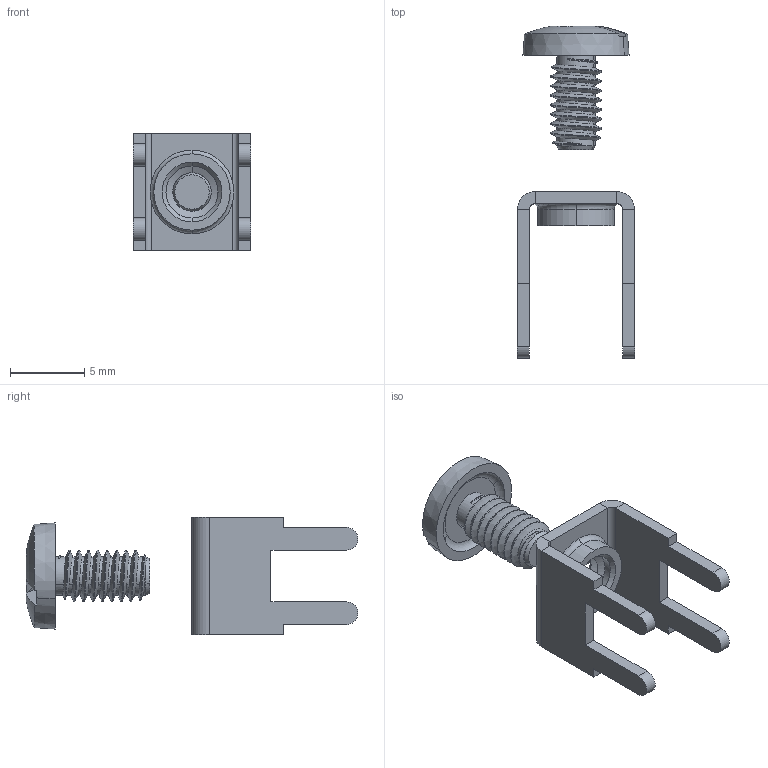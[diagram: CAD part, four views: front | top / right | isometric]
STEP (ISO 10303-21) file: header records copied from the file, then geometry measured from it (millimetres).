
FILE_DESCRIPTION (( 'STEP AP203' ), '1' );
FILE_NAME ('7771.STEP', '2011-06-14T17:27:13', ( '' ), ( '' ), 'SwSTEP 2.0', 'SolidWorks 2009', '' );
FILE_SCHEMA (( 'CONFIG_CONTROL_DESIGN' ));
Length unit declared in the file: millimetre
Products named in the file (3): 7770; 9191-2; 7771
Assembly tree (2 placements, depth 2):
  7771
    7770
    9191-2
Bounding box: 7.87 x 22.3 x 7.87 mm (x, y, z)
Volume: 233.6 mm3; surface area: 677.2 mm2
Topology: 2 solids, 2 shells, 119 faces, 307 edges, 193 vertices
Faces by surface type: plane 54, cylinder 38, cone 14, bspline 7, torus 6
Entity records: 6597 total; most frequent: CARTESIAN_POINT 3545, ORIENTED_EDGE 610, DIRECTION 525, EDGE_CURVE 305, VERTEX_POINT 193, AXIS2_PLACEMENT_3D 181, VECTOR 163, LINE 163
